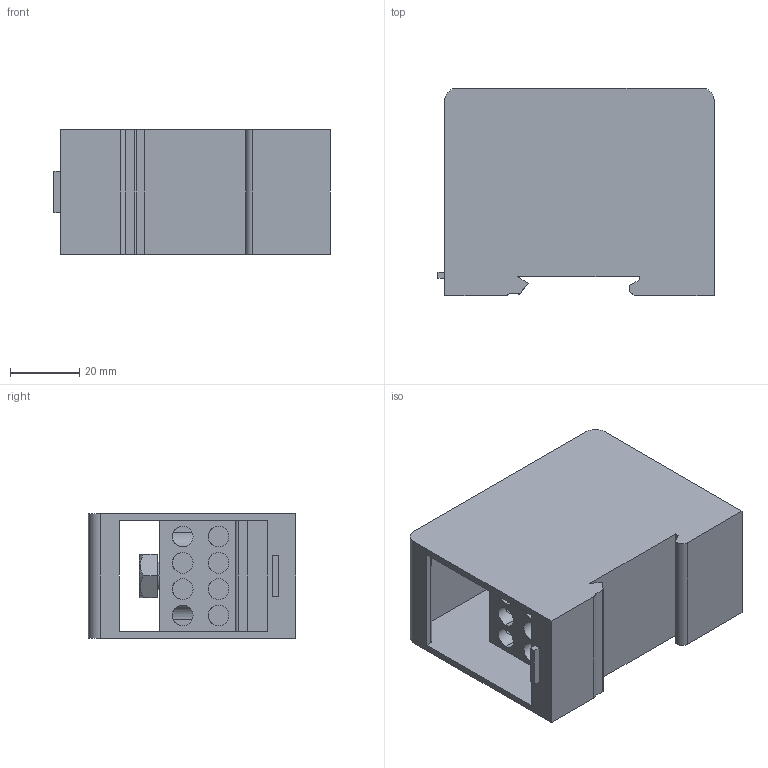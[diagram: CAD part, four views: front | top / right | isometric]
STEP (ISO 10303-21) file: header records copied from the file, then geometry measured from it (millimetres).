
FILE_DESCRIPTION((''),'2;1');
FILE_NAME('UJFX1-70_8_10','2023-06-12T',('ASUS'),(''),'PRO/ENGINEER BY PARAMETRIC TECHNOLOGY CORPORATION, 2013230','PRO/ENGINEER BY PARAMETRIC TECHNOLOGY CORPORATION, 2013230','');
FILE_SCHEMA(('CONFIG_CONTROL_DESIGN'));
Length unit declared in the file: millimetre
Products named in the file (1): UJFX1-70_8_10
Bounding box: 80 x 60 x 36 mm (x, y, z)
Volume: 76477.3 mm3; surface area: 33424 mm2
Topology: 1 solids, 2 shells, 171 faces, 470 edges, 312 vertices
Faces by surface type: cylinder 88, plane 67, bspline 12, cone 4
Entity records: 9166 total; most frequent: CARTESIAN_POINT 4872, ORIENTED_EDGE 940, DIRECTION 770, EDGE_CURVE 470, VERTEX_POINT 312, AXIS2_PLACEMENT_3D 258, VECTOR 254, LINE 254
